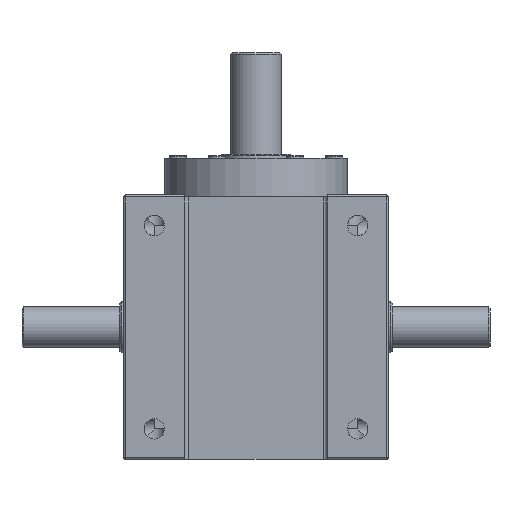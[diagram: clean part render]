
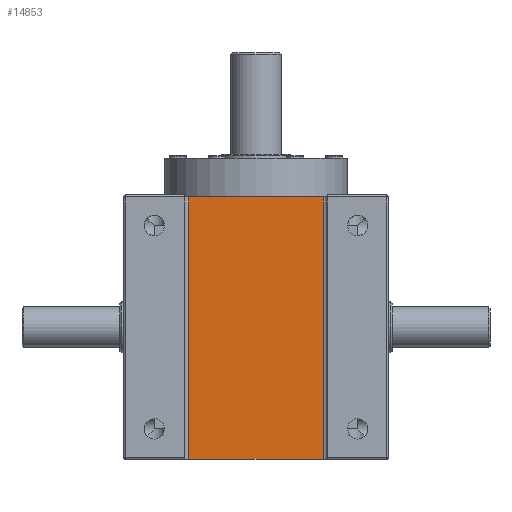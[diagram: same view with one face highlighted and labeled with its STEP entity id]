
A CAD part, front view. The second image highlights one B-rep face of the part: STEP entity #14853.
In plain terms, the highlighted planar face has unit normal (0, -1, 0).
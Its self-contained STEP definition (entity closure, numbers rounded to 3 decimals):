
#377 = FACE_OUTER_BOUND ( 'NONE', #1041, .T. ) ;
#824 = DIRECTION ( 'NONE',  ( 1., 0., 0. ) ) ;
#1041 = EDGE_LOOP ( 'NONE', ( #10013, #6822, #11675, #13904 ) ) ;
#1529 = CARTESIAN_POINT ( 'NONE',  ( -33., -57., -65. ) ) ;
#2335 = AXIS2_PLACEMENT_3D ( 'NONE', #15099, #5315, #824 ) ;
#2417 = CARTESIAN_POINT ( 'NONE',  ( -35., -57., -65. ) ) ;
#3910 = CARTESIAN_POINT ( 'NONE',  ( 33., -57., -65. ) ) ;
#4003 = DIRECTION ( 'NONE',  ( 0., 0., -1. ) ) ;
#4815 = DIRECTION ( 'NONE',  ( 0., 0., 1. ) ) ;
#4875 = CARTESIAN_POINT ( 'NONE',  ( -33., -57., 64. ) ) ;
#4895 = CARTESIAN_POINT ( 'NONE',  ( 33., -57., 64. ) ) ;
#4943 = VERTEX_POINT ( 'NONE', #3910 ) ;
#5315 = DIRECTION ( 'NONE',  ( 0., 1., 0. ) ) ;
#6398 = VECTOR ( 'NONE', #9308, 1000. ) ;
#6822 = ORIENTED_EDGE ( 'NONE', *, *, #9598, .T. ) ;
#7111 = LINE ( 'NONE', #9855, #14060 ) ;
#7444 = PLANE ( 'NONE',  #2335 ) ;
#7559 = VECTOR ( 'NONE', #4815, 1000. ) ;
#8813 = EDGE_CURVE ( 'NONE', #9481, #12215, #7111, .T. ) ;
#9229 = LINE ( 'NONE', #2417, #6398 ) ;
#9308 = DIRECTION ( 'NONE',  ( -1., 0., 0. ) ) ;
#9481 = VERTEX_POINT ( 'NONE', #16093 ) ;
#9598 = EDGE_CURVE ( 'NONE', #12215, #10596, #13890, .T. ) ;
#9741 = VECTOR ( 'NONE', #4003, 1000. ) ;
#9855 = CARTESIAN_POINT ( 'NONE',  ( 0., -57., 64. ) ) ;
#10013 = ORIENTED_EDGE ( 'NONE', *, *, #8813, .T. ) ;
#10438 = CARTESIAN_POINT ( 'NONE',  ( -33., -57., -65. ) ) ;
#10596 = VERTEX_POINT ( 'NONE', #10438 ) ;
#11611 = EDGE_CURVE ( 'NONE', #4943, #9481, #17441, .T. ) ;
#11675 = ORIENTED_EDGE ( 'NONE', *, *, #11777, .F. ) ;
#11777 = EDGE_CURVE ( 'NONE', #4943, #10596, #9229, .T. ) ;
#12215 = VERTEX_POINT ( 'NONE', #4875 ) ;
#13890 = LINE ( 'NONE', #1529, #9741 ) ;
#13904 = ORIENTED_EDGE ( 'NONE', *, *, #11611, .T. ) ;
#13953 = DIRECTION ( 'NONE',  ( -1., 0., 0. ) ) ;
#14060 = VECTOR ( 'NONE', #13953, 1000. ) ;
#14853 = ADVANCED_FACE ( 'NONE', ( #377 ), #7444, .F. ) ;
#15099 = CARTESIAN_POINT ( 'NONE',  ( -35., -57., -65. ) ) ;
#16093 = CARTESIAN_POINT ( 'NONE',  ( 33., -57., 64. ) ) ;
#17441 = LINE ( 'NONE', #4895, #7559 ) ;
